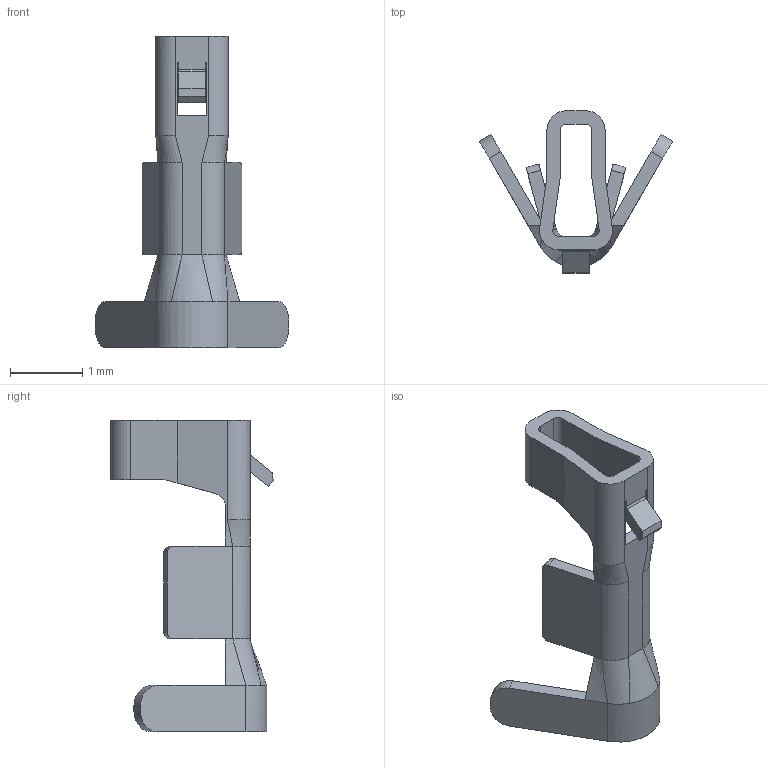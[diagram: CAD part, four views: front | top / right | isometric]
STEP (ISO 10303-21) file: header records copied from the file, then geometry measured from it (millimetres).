
FILE_DESCRIPTION( ('This file contains a STEP AP42 implementation' ,'as created by ZW3D STEP Interface translator.') ,'2;1' );
FILE_NAME( 'WF1503-TPSN01.stp' ,'231229.163225', (''), ('ZWCAD Software Co.'), 'Version 1.0', 'ZW3D to STEP translator', '' );
FILE_SCHEMA(('AUTOMOTIVE_DESIGN { 1 0 10303 214 1 1 1 1 }'));
Length unit declared in the file: millimetre
Products named in the file (2): 0; WF1503-TPSN01
Bounding box: 2.67 x 2.24 x 4.3 mm (x, y, z)
Volume: 2.2 mm3; surface area: 29.3 mm2
Topology: 1 solids, 1 shells, 100 faces, 261 edges, 162 vertices
Faces by surface type: plane 50, cylinder 32, bspline 18
Entity records: 4055 total; most frequent: CARTESIAN_POINT 1384, ORIENTED_EDGE 522, DIRECTION 455, EDGE_CURVE 261, VECTOR 197, LINE 197, VERTEX_POINT 162, AXIS2_PLACEMENT_3D 129
